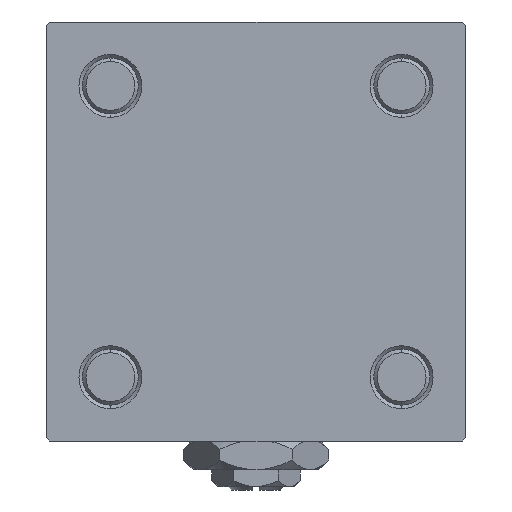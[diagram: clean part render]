
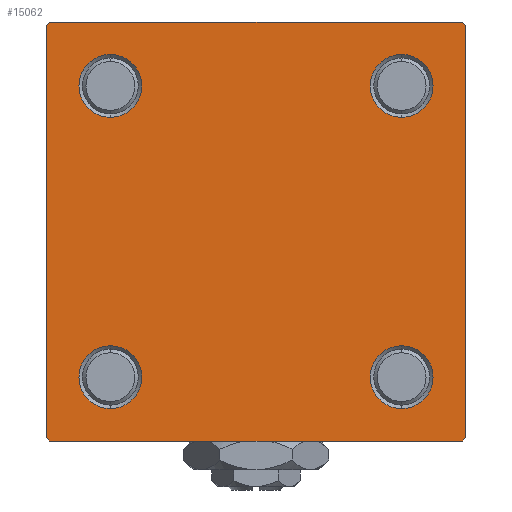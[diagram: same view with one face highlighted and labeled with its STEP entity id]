
A CAD part, left-side view. The second image highlights one B-rep face of the part: STEP entity #15062.
In plain terms, the highlighted planar face has unit normal (-1, 0, 0).
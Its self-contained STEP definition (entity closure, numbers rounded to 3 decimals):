
#256 = EDGE_LOOP ( 'NONE', ( #37100, #49201, #40253, #35814, #18111, #48623, #48849, #22569 ) ) ;
#369 = DIRECTION ( 'NONE',  ( 0., 0., 1. ) ) ;
#853 = AXIS2_PLACEMENT_3D ( 'NONE', #41302, #5348, #21348 ) ;
#957 = AXIS2_PLACEMENT_3D ( 'NONE', #1188, #21141, #37155 ) ;
#1188 = CARTESIAN_POINT ( 'NONE',  ( 0., -20.85, 20.85 ) ) ;
#2131 = AXIS2_PLACEMENT_3D ( 'NONE', #27071, #42557, #6592 ) ;
#2425 = EDGE_CURVE ( 'NONE', #23426, #51045, #33391, .T. ) ;
#3140 = CARTESIAN_POINT ( 'NONE',  ( 0., -29.5, -30. ) ) ;
#3802 = EDGE_CURVE ( 'NONE', #27082, #45599, #42545, .T. ) ;
#4349 = EDGE_CURVE ( 'NONE', #13973, #36585, #40007, .T. ) ;
#4637 = EDGE_CURVE ( 'NONE', #28308, #20116, #42040, .T. ) ;
#5029 = VERTEX_POINT ( 'NONE', #26035 ) ;
#5348 = DIRECTION ( 'NONE',  ( -1., 0., 0. ) ) ;
#5610 = DIRECTION ( 'NONE',  ( 1., 0., 0. ) ) ;
#5866 = FACE_BOUND ( 'NONE', #49111, .T. ) ;
#5974 = CARTESIAN_POINT ( 'NONE',  ( 0., 30., 30. ) ) ;
#6592 = DIRECTION ( 'NONE',  ( 0., 0., 1. ) ) ;
#6713 = ORIENTED_EDGE ( 'NONE', *, *, #40182, .T. ) ;
#6823 = VECTOR ( 'NONE', #13332, 1000. ) ;
#7451 = VERTEX_POINT ( 'NONE', #51575 ) ;
#8190 = CARTESIAN_POINT ( 'NONE',  ( 0., -30., -29.5 ) ) ;
#8999 = AXIS2_PLACEMENT_3D ( 'NONE', #37164, #49237, #14587 ) ;
#9726 = CARTESIAN_POINT ( 'NONE',  ( 0., 20.85, -20.85 ) ) ;
#9803 = FACE_BOUND ( 'NONE', #12577, .T. ) ;
#10467 = DIRECTION ( 'NONE',  ( 0., -1., 0. ) ) ;
#12363 = CARTESIAN_POINT ( 'NONE',  ( 0., 29.75, -29.75 ) ) ;
#12577 = EDGE_LOOP ( 'NONE', ( #29727, #6713 ) ) ;
#12620 = CARTESIAN_POINT ( 'NONE',  ( 0., 29.5, -30. ) ) ;
#12732 = CIRCLE ( 'NONE', #957, 4.5 ) ;
#13225 = FACE_BOUND ( 'NONE', #42499, .T. ) ;
#13332 = DIRECTION ( 'NONE',  ( 0., -1., 0. ) ) ;
#13418 = EDGE_LOOP ( 'NONE', ( #14436, #13923 ) ) ;
#13850 = LINE ( 'NONE', #5974, #6823 ) ;
#13923 = ORIENTED_EDGE ( 'NONE', *, *, #25583, .T. ) ;
#13973 = VERTEX_POINT ( 'NONE', #25614 ) ;
#14436 = ORIENTED_EDGE ( 'NONE', *, *, #15063, .T. ) ;
#14474 = AXIS2_PLACEMENT_3D ( 'NONE', #44466, #28203, #369 ) ;
#14587 = DIRECTION ( 'NONE',  ( 0., 0., 1. ) ) ;
#14754 = CARTESIAN_POINT ( 'NONE',  ( 0., 20.85, -16.35 ) ) ;
#15062 = ADVANCED_FACE ( 'NONE', ( #5866, #33681, #9803, #13225, #21877 ), #29240, .T. ) ;
#15063 = EDGE_CURVE ( 'NONE', #45739, #30612, #30213, .T. ) ;
#15895 = CIRCLE ( 'NONE', #27640, 4.5 ) ;
#15976 = CARTESIAN_POINT ( 'NONE',  ( 0., -20.85, 25.35 ) ) ;
#16549 = DIRECTION ( 'NONE',  ( 0., 0.707, 0.707 ) ) ;
#17087 = DIRECTION ( 'NONE',  ( 1., 0., 0. ) ) ;
#17302 = EDGE_CURVE ( 'NONE', #23426, #5029, #13850, .T. ) ;
#17529 = CARTESIAN_POINT ( 'NONE',  ( 0., 20.85, -20.85 ) ) ;
#17666 = EDGE_CURVE ( 'NONE', #7451, #40466, #12732, .T. ) ;
#17673 = DIRECTION ( 'NONE',  ( 0., 0., 1. ) ) ;
#18111 = ORIENTED_EDGE ( 'NONE', *, *, #4637, .F. ) ;
#18654 = VECTOR ( 'NONE', #47422, 1000. ) ;
#19571 = ORIENTED_EDGE ( 'NONE', *, *, #17666, .T. ) ;
#19835 = EDGE_CURVE ( 'NONE', #40466, #7451, #37091, .T. ) ;
#20116 = VERTEX_POINT ( 'NONE', #8190 ) ;
#20219 = LINE ( 'NONE', #28626, #28957 ) ;
#21141 = DIRECTION ( 'NONE',  ( 1., 0., 0. ) ) ;
#21293 = VECTOR ( 'NONE', #26537, 1000. ) ;
#21348 = DIRECTION ( 'NONE',  ( 0., 0., 1. ) ) ;
#21731 = DIRECTION ( 'NONE',  ( 0., 0., 1. ) ) ;
#21877 = FACE_OUTER_BOUND ( 'NONE', #256, .T. ) ;
#22569 = ORIENTED_EDGE ( 'NONE', *, *, #2425, .T. ) ;
#23346 = EDGE_CURVE ( 'NONE', #24047, #50120, #48322, .T. ) ;
#23426 = VERTEX_POINT ( 'NONE', #26463 ) ;
#23599 = EDGE_CURVE ( 'NONE', #33688, #20116, #39039, .T. ) ;
#24047 = VERTEX_POINT ( 'NONE', #24517 ) ;
#24517 = CARTESIAN_POINT ( 'NONE',  ( 0., 30., -29.5 ) ) ;
#24550 = EDGE_CURVE ( 'NONE', #51045, #24047, #30209, .T. ) ;
#24785 = EDGE_CURVE ( 'NONE', #36585, #13973, #31365, .T. ) ;
#25488 = DIRECTION ( 'NONE',  ( 0., 0., 1. ) ) ;
#25583 = EDGE_CURVE ( 'NONE', #30612, #45739, #28089, .T. ) ;
#25614 = CARTESIAN_POINT ( 'NONE',  ( 0., 20.85, 16.35 ) ) ;
#26035 = CARTESIAN_POINT ( 'NONE',  ( 0., -29.5, 30. ) ) ;
#26370 = ORIENTED_EDGE ( 'NONE', *, *, #24785, .T. ) ;
#26463 = CARTESIAN_POINT ( 'NONE',  ( 0., 29.5, 30. ) ) ;
#26537 = DIRECTION ( 'NONE',  ( 0., 0., -1. ) ) ;
#27071 = CARTESIAN_POINT ( 'NONE',  ( 0., -20.85, -20.85 ) ) ;
#27082 = VERTEX_POINT ( 'NONE', #14754 ) ;
#27186 = EDGE_CURVE ( 'NONE', #28308, #5029, #20219, .T. ) ;
#27640 = AXIS2_PLACEMENT_3D ( 'NONE', #9726, #17087, #25488 ) ;
#28089 = CIRCLE ( 'NONE', #2131, 4.5 ) ;
#28203 = DIRECTION ( 'NONE',  ( 1., 0., 0. ) ) ;
#28308 = VERTEX_POINT ( 'NONE', #43305 ) ;
#28585 = DIRECTION ( 'NONE',  ( 1., 0., 0. ) ) ;
#28626 = CARTESIAN_POINT ( 'NONE',  ( 0., -29.75, 29.75 ) ) ;
#28831 = DIRECTION ( 'NONE',  ( 1., 0., 0. ) ) ;
#28957 = VECTOR ( 'NONE', #16549, 1000. ) ;
#29240 = PLANE ( 'NONE',  #853 ) ;
#29471 = CARTESIAN_POINT ( 'NONE',  ( 0., 29.75, 29.75 ) ) ;
#29509 = ORIENTED_EDGE ( 'NONE', *, *, #4349, .T. ) ;
#29727 = ORIENTED_EDGE ( 'NONE', *, *, #3802, .T. ) ;
#30209 = LINE ( 'NONE', #30469, #21293 ) ;
#30213 = CIRCLE ( 'NONE', #36904, 4.5 ) ;
#30469 = CARTESIAN_POINT ( 'NONE',  ( 0., 30., 30. ) ) ;
#30612 = VERTEX_POINT ( 'NONE', #44991 ) ;
#31164 = CARTESIAN_POINT ( 'NONE',  ( 0., -29.75, -29.75 ) ) ;
#31365 = CIRCLE ( 'NONE', #50649, 4.5 ) ;
#31573 = CARTESIAN_POINT ( 'NONE',  ( 0., 20.85, -25.35 ) ) ;
#33391 = LINE ( 'NONE', #29471, #40770 ) ;
#33681 = FACE_BOUND ( 'NONE', #13418, .T. ) ;
#33688 = VERTEX_POINT ( 'NONE', #3140 ) ;
#33750 = VECTOR ( 'NONE', #43349, 1000. ) ;
#35013 = AXIS2_PLACEMENT_3D ( 'NONE', #17529, #28831, #21731 ) ;
#35814 = ORIENTED_EDGE ( 'NONE', *, *, #23599, .T. ) ;
#36585 = VERTEX_POINT ( 'NONE', #40469 ) ;
#36904 = AXIS2_PLACEMENT_3D ( 'NONE', #41556, #5610, #17673 ) ;
#37091 = CIRCLE ( 'NONE', #14474, 4.5 ) ;
#37100 = ORIENTED_EDGE ( 'NONE', *, *, #24550, .T. ) ;
#37155 = DIRECTION ( 'NONE',  ( 0., 0., 1. ) ) ;
#37164 = CARTESIAN_POINT ( 'NONE',  ( 0., 20.85, 20.85 ) ) ;
#37497 = CARTESIAN_POINT ( 'NONE',  ( 0., 20.85, 20.85 ) ) ;
#37846 = CARTESIAN_POINT ( 'NONE',  ( 0., -30., 30. ) ) ;
#38340 = VECTOR ( 'NONE', #49920, 1000. ) ;
#39039 = LINE ( 'NONE', #31164, #18654 ) ;
#40007 = CIRCLE ( 'NONE', #8999, 4.5 ) ;
#40182 = EDGE_CURVE ( 'NONE', #45599, #27082, #15895, .T. ) ;
#40253 = ORIENTED_EDGE ( 'NONE', *, *, #47130, .T. ) ;
#40466 = VERTEX_POINT ( 'NONE', #15976 ) ;
#40469 = CARTESIAN_POINT ( 'NONE',  ( 0., 20.85, 25.35 ) ) ;
#40770 = VECTOR ( 'NONE', #48892, 1000. ) ;
#41302 = CARTESIAN_POINT ( 'NONE',  ( 0., 0., 0. ) ) ;
#41556 = CARTESIAN_POINT ( 'NONE',  ( 0., -20.85, -20.85 ) ) ;
#42040 = LINE ( 'NONE', #37846, #38340 ) ;
#42499 = EDGE_LOOP ( 'NONE', ( #26370, #29509 ) ) ;
#42545 = CIRCLE ( 'NONE', #35013, 4.5 ) ;
#42557 = DIRECTION ( 'NONE',  ( 1., 0., 0. ) ) ;
#43305 = CARTESIAN_POINT ( 'NONE',  ( 0., -30., 29.5 ) ) ;
#43349 = DIRECTION ( 'NONE',  ( 0., -0.707, -0.707 ) ) ;
#43725 = ORIENTED_EDGE ( 'NONE', *, *, #19835, .T. ) ;
#44466 = CARTESIAN_POINT ( 'NONE',  ( 0., -20.85, 20.85 ) ) ;
#44475 = VECTOR ( 'NONE', #10467, 1000. ) ;
#44991 = CARTESIAN_POINT ( 'NONE',  ( 0., -20.85, -25.35 ) ) ;
#45106 = DIRECTION ( 'NONE',  ( 0., 0., 1. ) ) ;
#45436 = CARTESIAN_POINT ( 'NONE',  ( 0., 30., 29.5 ) ) ;
#45599 = VERTEX_POINT ( 'NONE', #31573 ) ;
#45739 = VERTEX_POINT ( 'NONE', #49926 ) ;
#46430 = LINE ( 'NONE', #46683, #44475 ) ;
#46683 = CARTESIAN_POINT ( 'NONE',  ( 0., 30., -30. ) ) ;
#47130 = EDGE_CURVE ( 'NONE', #50120, #33688, #46430, .T. ) ;
#47422 = DIRECTION ( 'NONE',  ( 0., -0.707, 0.707 ) ) ;
#48322 = LINE ( 'NONE', #12363, #33750 ) ;
#48623 = ORIENTED_EDGE ( 'NONE', *, *, #27186, .T. ) ;
#48849 = ORIENTED_EDGE ( 'NONE', *, *, #17302, .F. ) ;
#48892 = DIRECTION ( 'NONE',  ( 0., 0.707, -0.707 ) ) ;
#49111 = EDGE_LOOP ( 'NONE', ( #43725, #19571 ) ) ;
#49201 = ORIENTED_EDGE ( 'NONE', *, *, #23346, .T. ) ;
#49237 = DIRECTION ( 'NONE',  ( 1., 0., 0. ) ) ;
#49920 = DIRECTION ( 'NONE',  ( 0., 0., -1. ) ) ;
#49926 = CARTESIAN_POINT ( 'NONE',  ( 0., -20.85, -16.35 ) ) ;
#50120 = VERTEX_POINT ( 'NONE', #12620 ) ;
#50649 = AXIS2_PLACEMENT_3D ( 'NONE', #37497, #28585, #45106 ) ;
#51045 = VERTEX_POINT ( 'NONE', #45436 ) ;
#51575 = CARTESIAN_POINT ( 'NONE',  ( 0., -20.85, 16.35 ) ) ;
